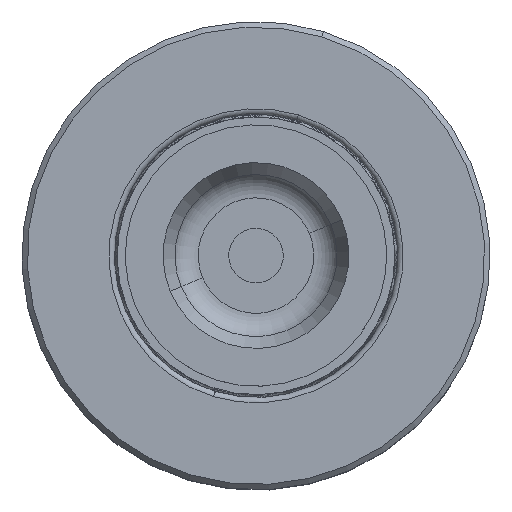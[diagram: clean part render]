
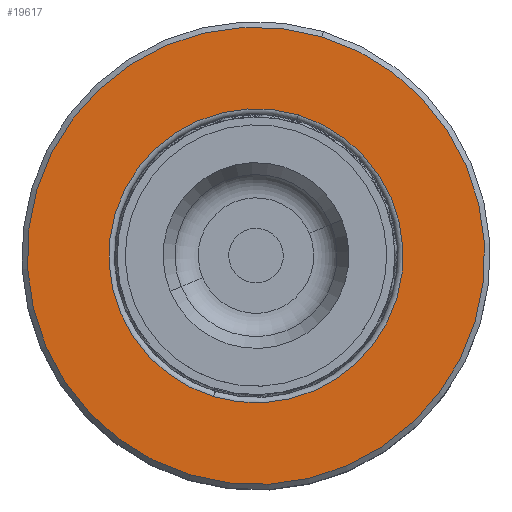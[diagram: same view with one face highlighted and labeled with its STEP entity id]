
A CAD part, top view. The second image highlights one B-rep face of the part: STEP entity #19617.
In plain terms, the highlighted face is planar.
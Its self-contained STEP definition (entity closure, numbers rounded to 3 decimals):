
#1057 = VERTEX_POINT ( 'NONE', #17687 ) ;
#2226 = DIRECTION ( 'NONE',  ( 0., 0., -1. ) ) ;
#2622 = EDGE_CURVE ( 'NONE', #1057, #27967, #13218, .T. ) ;
#2623 = ORIENTED_EDGE ( 'NONE', *, *, #14197, .F. ) ;
#4097 = EDGE_LOOP ( 'NONE', ( #19408, #21567 ) ) ;
#4243 = CARTESIAN_POINT ( 'NONE',  ( 0., 10.687, 0. ) ) ;
#4554 = AXIS2_PLACEMENT_3D ( 'NONE', #35871, #26837, #2226 ) ;
#7152 = CARTESIAN_POINT ( 'NONE',  ( 0., 10.687, 21. ) ) ;
#7255 = DIRECTION ( 'NONE',  ( 0., 0., -1. ) ) ;
#7394 = DIRECTION ( 'NONE',  ( 0., -1., 0. ) ) ;
#8485 = DIRECTION ( 'NONE',  ( 0., 0., 1. ) ) ;
#10243 = VERTEX_POINT ( 'NONE', #7152 ) ;
#11301 = CARTESIAN_POINT ( 'NONE',  ( 0., 10.687, 0. ) ) ;
#11339 = FACE_OUTER_BOUND ( 'NONE', #32069, .T. ) ;
#13218 = CIRCLE ( 'NONE', #37566, 13.5 ) ;
#14197 = EDGE_CURVE ( 'NONE', #14318, #10243, #39462, .T. ) ;
#14318 = VERTEX_POINT ( 'NONE', #22253 ) ;
#15674 = CIRCLE ( 'NONE', #37178, 13.5 ) ;
#17687 = CARTESIAN_POINT ( 'NONE',  ( 0., 10.687, 13.5 ) ) ;
#19408 = ORIENTED_EDGE ( 'NONE', *, *, #21688, .T. ) ;
#19617 = ADVANCED_FACE ( 'NONE', ( #20542, #11339 ), #27395, .T. ) ;
#20129 = AXIS2_PLACEMENT_3D ( 'NONE', #39797, #21347, #8485 ) ;
#20542 = FACE_BOUND ( 'NONE', #4097, .T. ) ;
#21347 = DIRECTION ( 'NONE',  ( 0., 1., 0. ) ) ;
#21567 = ORIENTED_EDGE ( 'NONE', *, *, #2622, .T. ) ;
#21688 = EDGE_CURVE ( 'NONE', #27967, #1057, #15674, .T. ) ;
#22116 = DIRECTION ( 'NONE',  ( 0., 0., -1. ) ) ;
#22253 = CARTESIAN_POINT ( 'NONE',  ( 0., 10.687, -21. ) ) ;
#22347 = CIRCLE ( 'NONE', #4554, 21. ) ;
#24814 = CARTESIAN_POINT ( 'NONE',  ( 0., 10.687, 0. ) ) ;
#25731 = AXIS2_PLACEMENT_3D ( 'NONE', #24814, #31281, #22116 ) ;
#26837 = DIRECTION ( 'NONE',  ( 0., -1., 0. ) ) ;
#27395 = PLANE ( 'NONE',  #20129 ) ;
#27967 = VERTEX_POINT ( 'NONE', #39306 ) ;
#31281 = DIRECTION ( 'NONE',  ( 0., -1., 0. ) ) ;
#32069 = EDGE_LOOP ( 'NONE', ( #2623, #33496 ) ) ;
#32763 = DIRECTION ( 'NONE',  ( 0., 0., -1. ) ) ;
#32905 = DIRECTION ( 'NONE',  ( 0., -1., 0. ) ) ;
#33496 = ORIENTED_EDGE ( 'NONE', *, *, #37387, .F. ) ;
#35871 = CARTESIAN_POINT ( 'NONE',  ( 0., 10.687, 0. ) ) ;
#37178 = AXIS2_PLACEMENT_3D ( 'NONE', #11301, #32905, #32763 ) ;
#37387 = EDGE_CURVE ( 'NONE', #10243, #14318, #22347, .T. ) ;
#37566 = AXIS2_PLACEMENT_3D ( 'NONE', #4243, #7394, #7255 ) ;
#39306 = CARTESIAN_POINT ( 'NONE',  ( 0., 10.687, -13.5 ) ) ;
#39462 = CIRCLE ( 'NONE', #25731, 21. ) ;
#39797 = CARTESIAN_POINT ( 'NONE',  ( 21., 10.687, 0. ) ) ;
